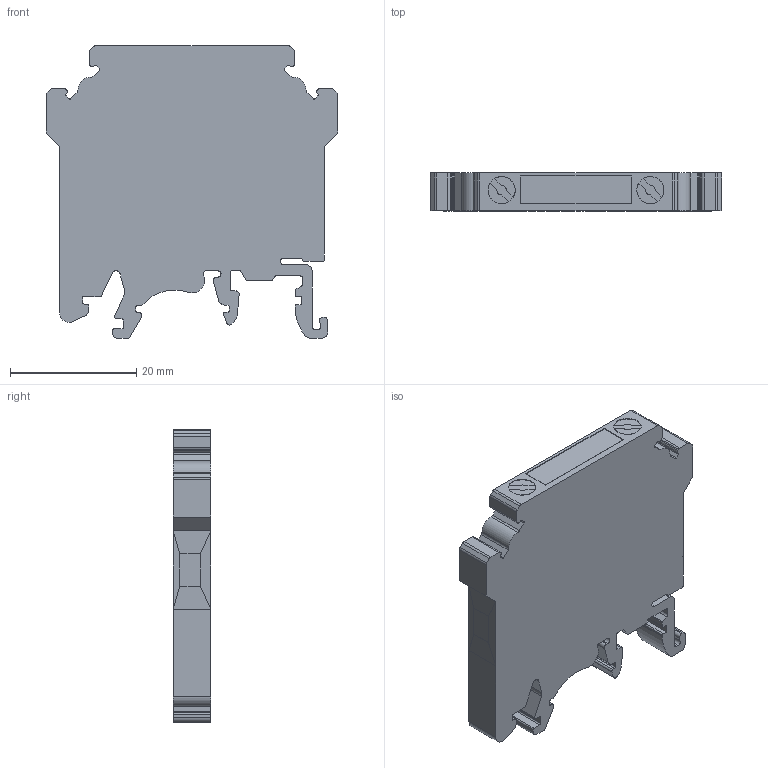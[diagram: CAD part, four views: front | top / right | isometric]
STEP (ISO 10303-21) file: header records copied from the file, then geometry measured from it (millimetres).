
FILE_DESCRIPTION (( 'STEP AP203' ), '1' );
FILE_NAME ('CKT4U_S.STEP', '2024-12-06T11:30:52', ( '' ), ( '' ), 'SwSTEP 2.0', 'SolidWorks 2022', '' );
FILE_SCHEMA (( 'CONFIG_CONTROL_DESIGN' ));
Length unit declared in the file: millimetre
Products named in the file (1): CKT4U_S
Bounding box: 46.3 x 6 x 46.4 mm (x, y, z)
Volume: 9756.6 mm3; surface area: 4862.9 mm2
Topology: 1 solids, 1 shells, 231 faces, 658 edges, 432 vertices
Faces by surface type: plane 131, cylinder 100
Entity records: 7619 total; most frequent: CARTESIAN_POINT 1328, DIRECTION 1328, ORIENTED_EDGE 1316, EDGE_CURVE 658, LINE 448, VECTOR 448, AXIS2_PLACEMENT_3D 440, VERTEX_POINT 432
